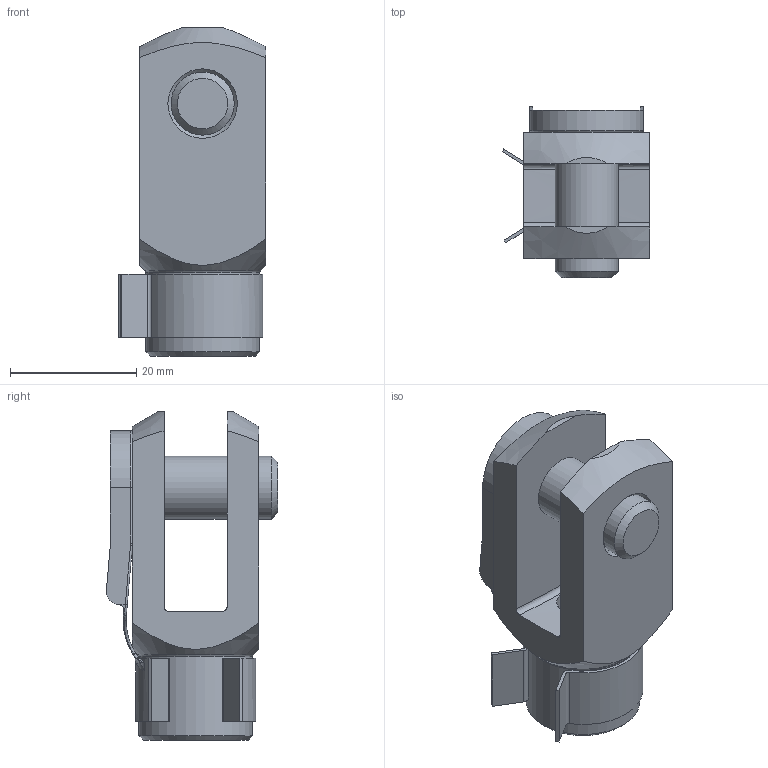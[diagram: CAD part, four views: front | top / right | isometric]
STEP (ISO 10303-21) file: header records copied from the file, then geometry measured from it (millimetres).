
FILE_DESCRIPTION((''),'2;1');
FILE_NAME('1428-Gabelkopf-GAKD9M10BL.stp','2012-07-16T11:36:23',('CADNEU'),(''),'Autodesk Inventor 2012','Autodesk Inventor 2012','');
FILE_SCHEMA(('AUTOMOTIVE_DESIGN { 1 0 10303 214 1 1 1 1 }'));
Length unit declared in the file: millimetre
Products named in the file (3): GAKD9M10BL; GAKB9M10BL; FKBC9
Assembly tree (2 placements, depth 2):
  GAKD9M10BL
    GAKB9M10BL
    FKBC9
Bounding box: 23.37 x 27.14 x 52 mm (x, y, z)
Volume: 12422.7 mm3; surface area: 8816.8 mm2
Topology: 2 solids, 2 shells, 111 faces, 290 edges, 180 vertices
Faces by surface type: cylinder 36, plane 30, bspline 26, cone 10, torus 9
Full cylindrical faces by diameter (mm): 8.376 x1, 10 x3, 18 x1
Entity records: 4032 total; most frequent: CARTESIAN_POINT 1496, ORIENTED_EDGE 540, DIRECTION 458, EDGE_CURVE 270, AXIS2_PLACEMENT_3D 185, VERTEX_POINT 176, EDGE_LOOP 130, FACE_OUTER_BOUND 111
